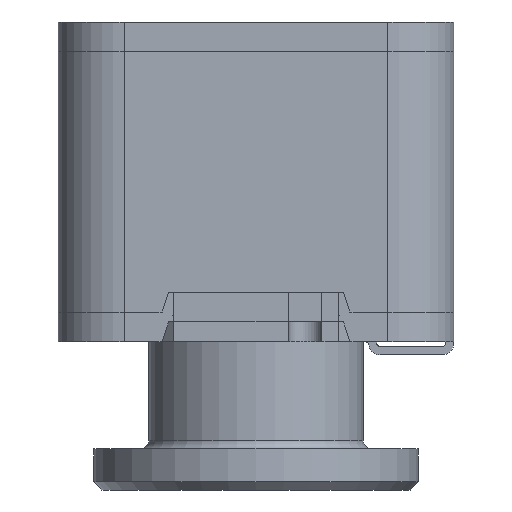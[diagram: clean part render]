
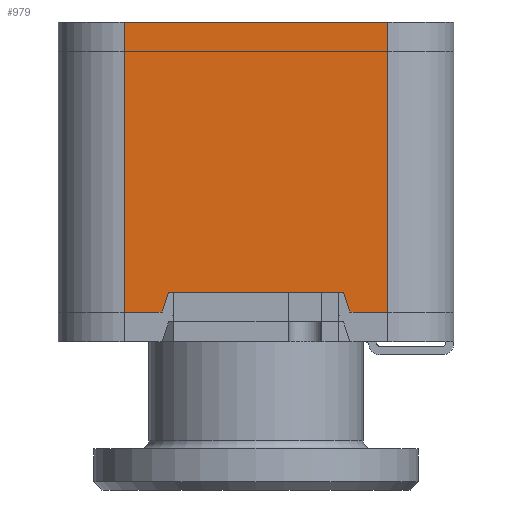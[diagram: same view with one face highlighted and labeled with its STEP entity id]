
A CAD part, left-side view. The second image highlights one B-rep face of the part: STEP entity #979.
In plain terms, the highlighted planar face has unit normal (-1, 0, 0).
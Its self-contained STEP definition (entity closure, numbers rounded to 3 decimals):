
#979 = ADVANCED_FACE( '', ( #2097 ), #2098, .F. );
#2097 = FACE_OUTER_BOUND( '', #3349, .T. );
#2098 = PLANE( '', #3350 );
#3349 = EDGE_LOOP( '', ( #6405, #6406, #6407, #6408, #6409, #6410, #6411, #6412 ) );
#3350 = AXIS2_PLACEMENT_3D( '', #6413, #6414, #6415 );
#6405 = ORIENTED_EDGE( '', *, *, #7578, .F. );
#6406 = ORIENTED_EDGE( '', *, *, #8674, .T. );
#6407 = ORIENTED_EDGE( '', *, *, #7773, .T. );
#6408 = ORIENTED_EDGE( '', *, *, #8791, .F. );
#6409 = ORIENTED_EDGE( '', *, *, #8414, .T. );
#6410 = ORIENTED_EDGE( '', *, *, #8669, .T. );
#6411 = ORIENTED_EDGE( '', *, *, #8792, .F. );
#6412 = ORIENTED_EDGE( '', *, *, #8434, .F. );
#6413 = CARTESIAN_POINT( '', ( -6., 6., 8.8 ) );
#6414 = DIRECTION( '', ( 1., 0., 0. ) );
#6415 = DIRECTION( '', ( 0., 0., -1. ) );
#7578 = EDGE_CURVE( '', #9013, #9015, #9016, .T. );
#7773 = EDGE_CURVE( '', #9364, #9361, #9365, .F. );
#8414 = EDGE_CURVE( '', #10400, #10404, #10406, .T. );
#8434 = EDGE_CURVE( '', #9015, #10435, #10436, .T. );
#8669 = EDGE_CURVE( '', #10404, #10740, #10743, .T. );
#8674 = EDGE_CURVE( '', #9013, #9364, #10749, .T. );
#8791 = EDGE_CURVE( '', #10400, #9361, #10897, .T. );
#8792 = EDGE_CURVE( '', #10435, #10740, #10898, .T. );
#9013 = VERTEX_POINT( '', #11141 );
#9015 = VERTEX_POINT( '', #11144 );
#9016 = LINE( '', #11145, #11146 );
#9361 = VERTEX_POINT( '', #11749 );
#9364 = VERTEX_POINT( '', #11752 );
#9365 = LINE( '', #11753, #11754 );
#10400 = VERTEX_POINT( '', #13656 );
#10404 = VERTEX_POINT( '', #13661 );
#10406 = LINE( '', #13663, #13664 );
#10435 = VERTEX_POINT( '', #13710 );
#10436 = LINE( '', #13711, #13712 );
#10740 = VERTEX_POINT( '', #14187 );
#10743 = LINE( '', #14191, #14192 );
#10749 = LINE( '', #14200, #14201 );
#10897 = LINE( '', #14423, #14424 );
#10898 = LINE( '', #14425, #14426 );
#11141 = CARTESIAN_POINT( '', ( -6., -2.85, 0. ) );
#11144 = CARTESIAN_POINT( '', ( -6., -2.65, 0.6 ) );
#11145 = CARTESIAN_POINT( '', ( -6., 0.675, 10.575 ) );
#11146 = VECTOR( '', #14808, 1000. );
#11749 = CARTESIAN_POINT( '', ( -6., -4., 8.8 ) );
#11752 = CARTESIAN_POINT( '', ( -6., -4., 0. ) );
#11753 = CARTESIAN_POINT( '', ( -6., -4., 8.8 ) );
#11754 = VECTOR( '', #14970, 1000. );
#13656 = CARTESIAN_POINT( '', ( -6., 4., 8.8 ) );
#13661 = CARTESIAN_POINT( '', ( -6., 4., 0. ) );
#13663 = CARTESIAN_POINT( '', ( -6., 4., 8.8 ) );
#13664 = VECTOR( '', #15467, 1000. );
#13710 = CARTESIAN_POINT( '', ( -6., 2.65, 0.6 ) );
#13711 = CARTESIAN_POINT( '', ( -6., 6., 0.6 ) );
#13712 = VECTOR( '', #15482, 1000. );
#14187 = CARTESIAN_POINT( '', ( -6., 2.85, 0. ) );
#14191 = CARTESIAN_POINT( '', ( -6., 6., 0. ) );
#14192 = VECTOR( '', #15671, 1000. );
#14200 = CARTESIAN_POINT( '', ( -6., 6., 0. ) );
#14201 = VECTOR( '', #15677, 1000. );
#14423 = CARTESIAN_POINT( '', ( -6., 6., 8.8 ) );
#14424 = VECTOR( '', #15764, 1000. );
#14425 = CARTESIAN_POINT( '', ( -6., 0.525, 6.975 ) );
#14426 = VECTOR( '', #15765, 1000. );
#14808 = DIRECTION( '', ( 0., 0.316, 0.949 ) );
#14970 = DIRECTION( '', ( 0., 0., -1. ) );
#15467 = DIRECTION( '', ( 0., 0., -1. ) );
#15482 = DIRECTION( '', ( 0., 1., 0. ) );
#15671 = DIRECTION( '', ( 0., -1., 0. ) );
#15677 = DIRECTION( '', ( 0., -1., 0. ) );
#15764 = DIRECTION( '', ( 0., -1., 0. ) );
#15765 = DIRECTION( '', ( 0., 0.316, -0.949 ) );
